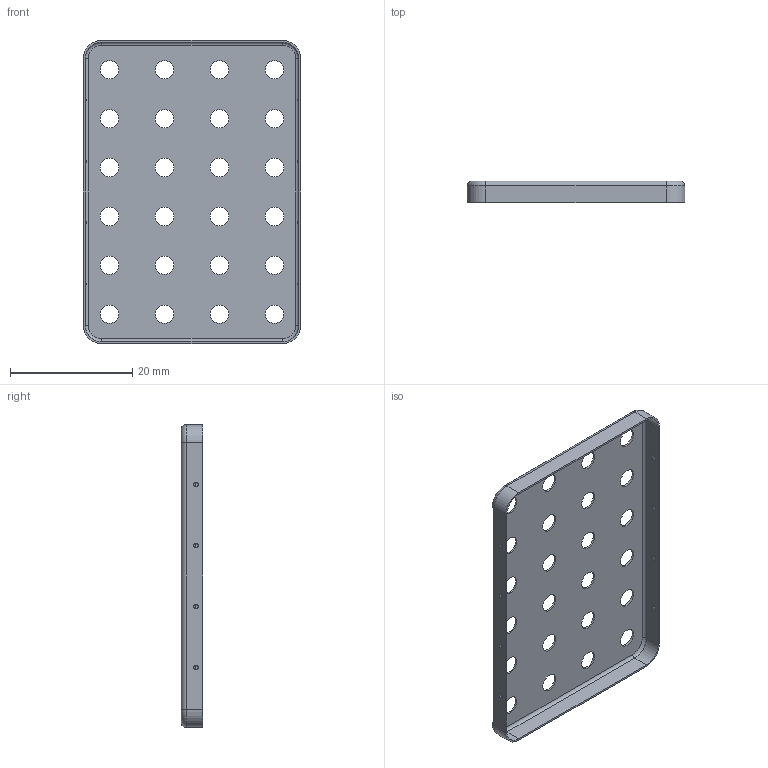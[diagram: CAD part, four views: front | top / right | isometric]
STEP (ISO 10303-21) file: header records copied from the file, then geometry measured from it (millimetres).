
FILE_DESCRIPTION (( 'STEP AP203' ), '1' );
FILE_NAME ('MS490-10CP.STEP', '2024-02-26T11:32:04', ( '' ), ( '' ), 'SwSTEP 2.0', 'SolidWorks 2023', '' );
FILE_SCHEMA (( 'CONFIG_CONTROL_DESIGN' ));
Length unit declared in the file: millimetre
Products named in the file (1): MS490-10CP
Bounding box: 35.6 x 3.5 x 49.6 mm (x, y, z)
Volume: 620.7 mm3; surface area: 4255.3 mm2
Topology: 1 solids, 1 shells, 122 faces, 296 edges, 192 vertices
Faces by surface type: cylinder 64, sphere 32, plane 18, torus 8
Entity records: 3845 total; most frequent: DIRECTION 742, CARTESIAN_POINT 611, ORIENTED_EDGE 592, AXIS2_PLACEMENT_3D 323, EDGE_CURVE 296, CIRCLE 200, VERTEX_POINT 192, EDGE_LOOP 186
